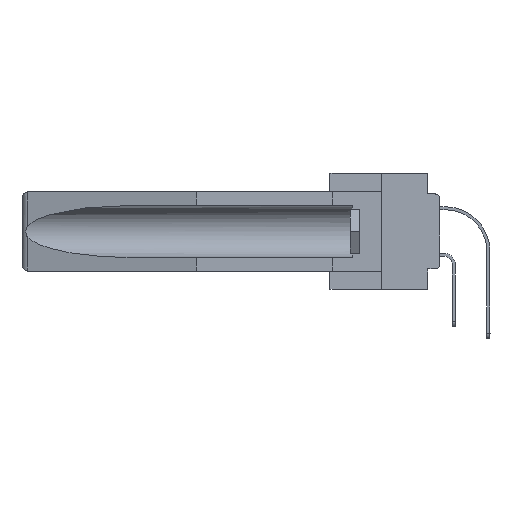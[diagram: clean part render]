
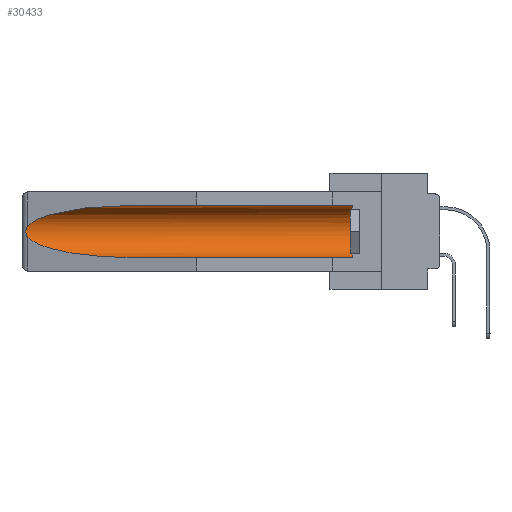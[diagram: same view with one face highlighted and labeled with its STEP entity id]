
A CAD part, left-side view. The second image highlights one B-rep face of the part: STEP entity #30433.
In plain terms, the highlighted cylindrical face has radius 2.857 mm (diameter 5.715 mm), a partial arc.
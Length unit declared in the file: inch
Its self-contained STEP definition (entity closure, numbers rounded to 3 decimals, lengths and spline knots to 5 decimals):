
#249 = ORIENTED_EDGE ( 'NONE', *, *, #11075, .T. ) ;
#450 = VECTOR ( 'NONE', #6652, 39.37008 ) ;
#521 = EDGE_CURVE ( 'NONE', #3757, #3404, #4526, .T. ) ;
#997 = CARTESIAN_POINT ( 'NONE',  ( 0.26537, 1.52718, -0.14972 ) ) ;
#1152 = CARTESIAN_POINT ( 'NONE',  ( 0.155, 1.07973, -0.059 ) ) ;
#1866 = CARTESIAN_POINT ( 'NONE',  ( 0.26537, 1.52718, -0.14972 ) ) ;
#2992 = CARTESIAN_POINT ( 'NONE',  ( 0.2675, 1.53308, -0.17534 ) ) ;
#3152 = CARTESIAN_POINT ( 'NONE',  ( 0.26655, 1.53094, -0.18657 ) ) ;
#3404 = VERTEX_POINT ( 'NONE', #26929 ) ;
#3458 = CARTESIAN_POINT ( 'NONE',  ( 0.26654, 1.53092, -0.15636 ) ) ;
#3523 = CARTESIAN_POINT ( 'NONE',  ( 0.21114, 1.30732, -0.059 ) ) ;
#3757 = VERTEX_POINT ( 'NONE', #12180 ) ;
#3838 = CARTESIAN_POINT ( 'NONE',  ( 0.155, -0.30754, -0.1715 ) ) ;
#4220 = AXIS2_PLACEMENT_3D ( 'NONE', #28236, #20958, #9074 ) ;
#4526 =( BOUNDED_CURVE ( )  B_SPLINE_CURVE ( 3, ( #13826, #23487, #28708, #26335 ),
 .UNSPECIFIED., .F., .T. ) 
 B_SPLINE_CURVE_WITH_KNOTS ( ( 4, 4 ),
 ( 0.1948, 1.5708 ),
 .UNSPECIFIED. ) 
 CURVE ( )  GEOMETRIC_REPRESENTATION_ITEM ( )  RATIONAL_B_SPLINE_CURVE ( ( 1., 0.848, 0.848, 1. ) ) 
 REPRESENTATION_ITEM ( '' )  );
#6063 = CYLINDRICAL_SURFACE ( 'NONE', #20911, 0.1125 ) ;
#6652 = DIRECTION ( 'NONE',  ( 0., 1., 0. ) ) ;
#7610 = EDGE_CURVE ( 'NONE', #30356, #14312, #17889, .T. ) ;
#7922 = CARTESIAN_POINT ( 'NONE',  ( 0.26597, 1.52961, -0.15275 ) ) ;
#8297 = CARTESIAN_POINT ( 'NONE',  ( 0.155, 0.126, -0.284 ) ) ;
#9045 = LINE ( 'NONE', #18710, #450 ) ;
#9074 = DIRECTION ( 'NONE',  ( 0., 0., 1. ) ) ;
#9814 = VERTEX_POINT ( 'NONE', #1866 ) ;
#10679 = CARTESIAN_POINT ( 'NONE',  ( 0.25451, 1.48313, -0.09465 ) ) ;
#11012 =( BOUNDED_CURVE ( )  B_SPLINE_CURVE ( 3, ( #1152, #3523, #10679, #997 ),
 .UNSPECIFIED., .F., .T. ) 
 B_SPLINE_CURVE_WITH_KNOTS ( ( 4, 4 ),
 ( 4.71239, 6.08839 ),
 .UNSPECIFIED. ) 
 CURVE ( )  GEOMETRIC_REPRESENTATION_ITEM ( )  RATIONAL_B_SPLINE_CURVE ( ( 1., 0.848, 0.848, 1. ) ) 
 REPRESENTATION_ITEM ( '' )  );
#11075 = EDGE_CURVE ( 'NONE', #14312, #12330, #21403, .T. ) ;
#12180 = CARTESIAN_POINT ( 'NONE',  ( 0.26537, 1.52718, -0.19328 ) ) ;
#12330 = VERTEX_POINT ( 'NONE', #29881 ) ;
#12885 = ORIENTED_EDGE ( 'NONE', *, *, #15729, .T. ) ;
#13139 = CARTESIAN_POINT ( 'NONE',  ( 0.2673, 1.53269, -0.17917 ) ) ;
#13673 = DIRECTION ( 'NONE',  ( 0., 0., 1. ) ) ;
#13826 = CARTESIAN_POINT ( 'NONE',  ( 0.26537, 1.52718, -0.19328 ) ) ;
#14119 = DIRECTION ( 'NONE',  ( 0., 1., 0. ) ) ;
#14312 = VERTEX_POINT ( 'NONE', #24895 ) ;
#15203 = CARTESIAN_POINT ( 'NONE',  ( 0.2673, 1.5327, -0.16383 ) ) ;
#15487 = EDGE_CURVE ( 'NONE', #30356, #3404, #9045, .T. ) ;
#15496 = ORIENTED_EDGE ( 'NONE', *, *, #521, .T. ) ;
#15505 = CARTESIAN_POINT ( 'NONE',  ( 0.26597, 1.5296, -0.19026 ) ) ;
#15729 = EDGE_CURVE ( 'NONE', #9814, #3757, #15756, .T. ) ;
#15756 = B_SPLINE_CURVE_WITH_KNOTS ( 'NONE', 3,
 ( #27078, #7922, #3458, #15203, #24874, #2992, #13139, #3152, #15505, #29950 ),
 .UNSPECIFIED., .F., .F.,
 ( 4, 2, 2, 2, 4 ),
 ( 0., 0.00029, 0.00058, 0.00087, 0.00117 ),
 .UNSPECIFIED. ) ;
#16046 = FACE_OUTER_BOUND ( 'NONE', #27257, .T. ) ;
#17119 = CARTESIAN_POINT ( 'NONE',  ( 0.155, -0.30754, -0.059 ) ) ;
#17889 = CIRCLE ( 'NONE', #4220, 0.1125 ) ;
#18710 = CARTESIAN_POINT ( 'NONE',  ( 0.155, -0.30754, -0.284 ) ) ;
#20099 = VECTOR ( 'NONE', #14119, 39.37008 ) ;
#20338 = ORIENTED_EDGE ( 'NONE', *, *, #29114, .T. ) ;
#20833 = ORIENTED_EDGE ( 'NONE', *, *, #15487, .F. ) ;
#20911 = AXIS2_PLACEMENT_3D ( 'NONE', #3838, #22875, #13673 ) ;
#20958 = DIRECTION ( 'NONE',  ( 0., -1., 0. ) ) ;
#21403 = LINE ( 'NONE', #17119, #20099 ) ;
#22875 = DIRECTION ( 'NONE',  ( 0., 1., 0. ) ) ;
#23178 = ORIENTED_EDGE ( 'NONE', *, *, #7610, .T. ) ;
#23487 = CARTESIAN_POINT ( 'NONE',  ( 0.25451, 1.48313, -0.24835 ) ) ;
#24874 = CARTESIAN_POINT ( 'NONE',  ( 0.2675, 1.53308, -0.16763 ) ) ;
#24895 = CARTESIAN_POINT ( 'NONE',  ( 0.155, 0.126, -0.059 ) ) ;
#26335 = CARTESIAN_POINT ( 'NONE',  ( 0.155, 1.07973, -0.284 ) ) ;
#26929 = CARTESIAN_POINT ( 'NONE',  ( 0.155, 1.07973, -0.284 ) ) ;
#27078 = CARTESIAN_POINT ( 'NONE',  ( 0.26537, 1.52718, -0.14972 ) ) ;
#27257 = EDGE_LOOP ( 'NONE', ( #20338, #12885, #15496, #20833, #23178, #249 ) ) ;
#28236 = CARTESIAN_POINT ( 'NONE',  ( 0.155, 0.126, -0.1715 ) ) ;
#28708 = CARTESIAN_POINT ( 'NONE',  ( 0.21114, 1.30732, -0.284 ) ) ;
#29114 = EDGE_CURVE ( 'NONE', #12330, #9814, #11012, .T. ) ;
#29881 = CARTESIAN_POINT ( 'NONE',  ( 0.155, 1.07973, -0.059 ) ) ;
#29950 = CARTESIAN_POINT ( 'NONE',  ( 0.26537, 1.52718, -0.19328 ) ) ;
#30356 = VERTEX_POINT ( 'NONE', #8297 ) ;
#30433 = ADVANCED_FACE ( 'NONE', ( #16046 ), #6063, .F. ) ;
